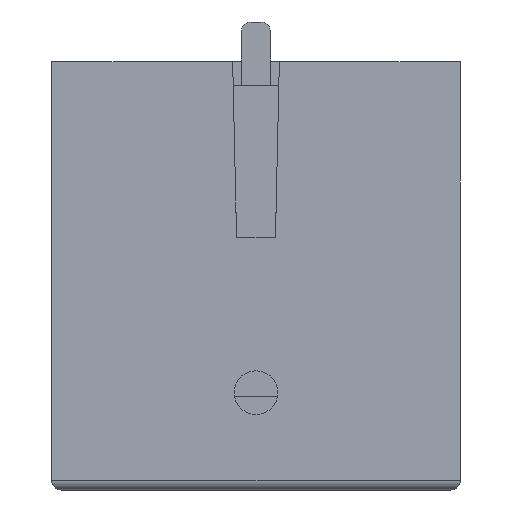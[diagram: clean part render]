
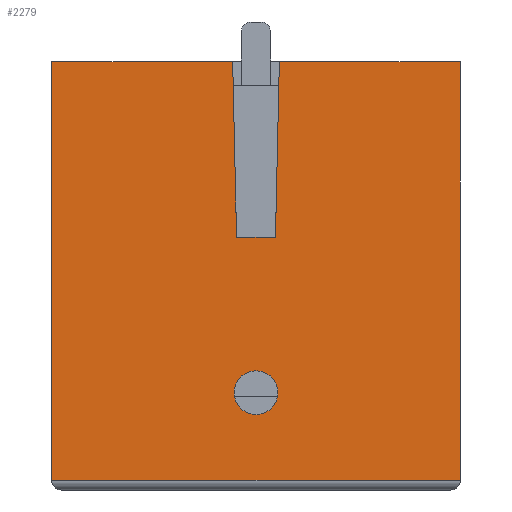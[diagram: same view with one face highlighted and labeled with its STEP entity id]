
A CAD part, left-side view. The second image highlights one B-rep face of the part: STEP entity #2279.
In plain terms, the highlighted planar face has unit normal (-1, 0, 0).
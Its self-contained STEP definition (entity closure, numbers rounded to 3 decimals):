
#41=FACE_BOUND('',#415,.T.);
#83=CIRCLE('',#2439,1.125);
#163=PLANE('',#2489);
#278=FACE_OUTER_BOUND('',#414,.T.);
#414=EDGE_LOOP('',(#1926,#1927,#1928,#1929,#1930,#1931,#1932,#1933));
#415=EDGE_LOOP('',(#1934));
#517=LINE('',#3343,#753);
#548=LINE('',#3440,#784);
#579=LINE('',#3534,#815);
#588=LINE('',#3551,#824);
#590=LINE('',#3554,#826);
#591=LINE('',#3557,#827);
#598=LINE('',#3569,#834);
#658=LINE('',#3709,#894);
#753=VECTOR('',#2653,10.);
#784=VECTOR('',#2736,10.);
#815=VECTOR('',#2821,10.);
#824=VECTOR('',#2834,10.);
#826=VECTOR('',#2838,10.);
#827=VECTOR('',#2841,10.);
#834=VECTOR('',#2848,10.);
#894=VECTOR('',#3022,10.);
#996=VERTEX_POINT('',#3340);
#997=VERTEX_POINT('',#3342);
#1037=VERTEX_POINT('',#3439);
#1072=VERTEX_POINT('',#3531);
#1073=VERTEX_POINT('',#3533);
#1078=VERTEX_POINT('',#3548);
#1079=VERTEX_POINT('',#3550);
#1080=VERTEX_POINT('',#3556);
#1090=VERTEX_POINT('',#3592);
#1217=EDGE_CURVE('',#997,#996,#517,.T.);
#1265=EDGE_CURVE('',#1037,#996,#548,.T.);
#1313=EDGE_CURVE('',#1073,#1072,#579,.T.);
#1322=EDGE_CURVE('',#1079,#1078,#588,.T.);
#1324=EDGE_CURVE('',#1072,#1079,#590,.T.);
#1325=EDGE_CURVE('',#1080,#1073,#591,.T.);
#1332=EDGE_CURVE('',#1078,#997,#598,.T.);
#1346=EDGE_CURVE('',#1090,#1090,#83,.T.);
#1402=EDGE_CURVE('',#1080,#1037,#658,.T.);
#1926=ORIENTED_EDGE('',*,*,#1265,.F.);
#1927=ORIENTED_EDGE('',*,*,#1402,.F.);
#1928=ORIENTED_EDGE('',*,*,#1325,.T.);
#1929=ORIENTED_EDGE('',*,*,#1313,.T.);
#1930=ORIENTED_EDGE('',*,*,#1324,.T.);
#1931=ORIENTED_EDGE('',*,*,#1322,.T.);
#1932=ORIENTED_EDGE('',*,*,#1332,.T.);
#1933=ORIENTED_EDGE('',*,*,#1217,.T.);
#1934=ORIENTED_EDGE('',*,*,#1346,.T.);
#2279=ADVANCED_FACE('',(#278,#41),#163,.T.);
#2439=AXIS2_PLACEMENT_3D('',#3594,#2874,#2875);
#2489=AXIS2_PLACEMENT_3D('',#3708,#3020,#3021);
#2653=DIRECTION('',(0.,0.,-1.));
#2736=DIRECTION('',(0.,1.,0.));
#2821=DIRECTION('',(0.,0.022,-1.));
#2834=DIRECTION('',(0.,0.022,1.));
#2838=DIRECTION('',(0.,1.,0.));
#2841=DIRECTION('',(0.,1.,0.));
#2848=DIRECTION('',(0.,1.,0.));
#2874=DIRECTION('center_axis',(1.,0.,0.));
#2875=DIRECTION('ref_axis',(0.,1.,0.));
#3020=DIRECTION('center_axis',(-1.,0.,0.));
#3021=DIRECTION('ref_axis',(0.,1.,0.));
#3022=DIRECTION('',(0.,0.,-1.));
#3340=CARTESIAN_POINT('',(-0.001,-0.002,-21.5));
#3342=CARTESIAN_POINT('',(-0.001,-0.002,0.));
#3343=CARTESIAN_POINT('',(-0.001,-0.002,0.));
#3439=CARTESIAN_POINT('',(-0.001,-21.002,-21.5));
#3440=CARTESIAN_POINT('',(-0.001,-15.752,-21.5));
#3531=CARTESIAN_POINT('',(-0.001,-11.502,-9.));
#3533=CARTESIAN_POINT('',(-0.001,-11.702,0.));
#3534=CARTESIAN_POINT('',(-0.001,-11.704,0.103));
#3548=CARTESIAN_POINT('',(-0.001,-9.302,0.));
#3550=CARTESIAN_POINT('',(-0.001,-9.502,-9.));
#3551=CARTESIAN_POINT('',(-0.001,-9.405,-4.63));
#3554=CARTESIAN_POINT('',(-0.001,-16.252,-9.));
#3556=CARTESIAN_POINT('',(-0.001,-21.002,0.));
#3557=CARTESIAN_POINT('',(-0.001,-21.002,0.));
#3569=CARTESIAN_POINT('',(-0.001,-21.002,0.));
#3592=CARTESIAN_POINT('',(-0.001,-11.627,-17.));
#3594=CARTESIAN_POINT('Origin',(-0.001,-10.502,-17.));
#3708=CARTESIAN_POINT('Origin',(-0.001,-21.002,
0.));
#3709=CARTESIAN_POINT('',(-0.001,-21.002,0.));
